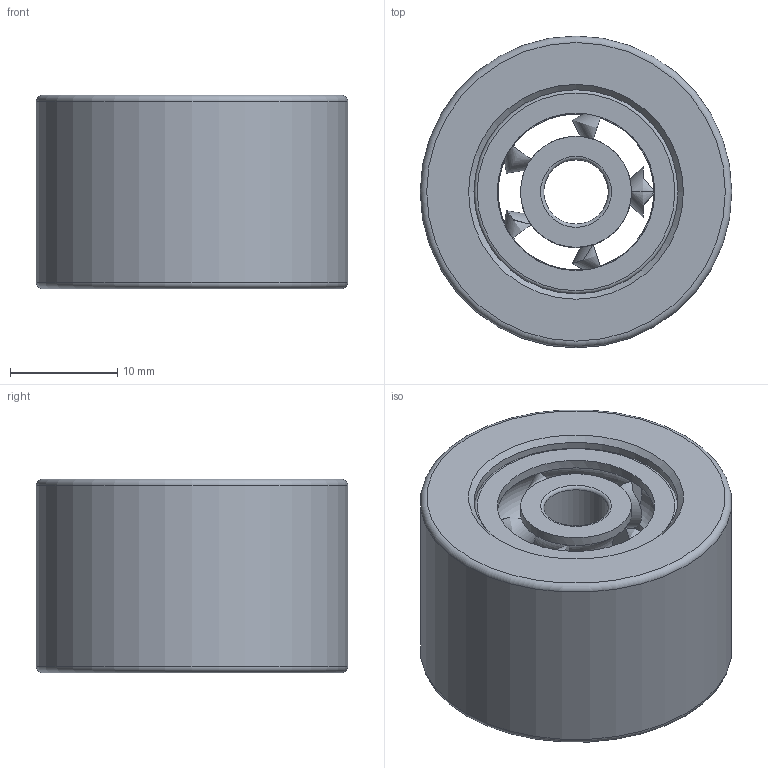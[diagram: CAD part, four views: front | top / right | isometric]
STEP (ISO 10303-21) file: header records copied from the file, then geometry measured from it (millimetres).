
FILE_DESCRIPTION((''),'2;1');
FILE_NAME('SZ2230S_A.stp','2013-08-29T15:07:03',('janine behrens'),(''),'Autodesk Inventor 2012','Autodesk Inventor 2012','');
FILE_SCHEMA(('AUTOMOTIVE_DESIGN { 1 0 10303 214 1 1 1 1 }'));
Length unit declared in the file: millimetre
Products named in the file (4): SZ2230S_A; ME2400005_A; MK2300071_A; ME2100806_A
Assembly tree (4 placements, depth 2):
  SZ2230S_A
    ME2400005_A
    MK2300071_A  x2
    ME2100806_A
Bounding box: 29 x 29 x 18 mm (x, y, z)
Volume: 9398.7 mm3; surface area: 7259.3 mm2
Topology: 4 solids, 4 shells, 78 faces, 189 edges, 105 vertices
Faces by surface type: torus 32, cylinder 18, plane 14, sphere 10, cone 4
Full cylindrical faces by diameter (mm): 6 x2, 6.4 x1, 9.8 x1, 10.333 x4, 14.5 x1, 14.667 x4, 19 x4, 29 x1
Entity records: 1300 total; most frequent: DIRECTION 258, CARTESIAN_POINT 181, ORIENTED_EDGE 144, AXIS2_PLACEMENT_3D 129, EDGE_LOOP 88, CIRCLE 72, EDGE_CURVE 72, VERTEX_POINT 52
